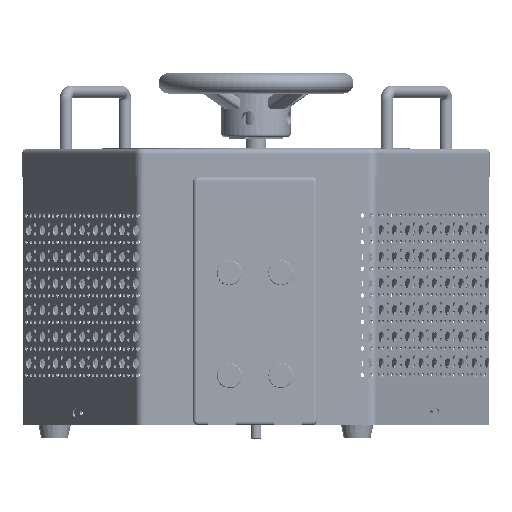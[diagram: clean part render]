
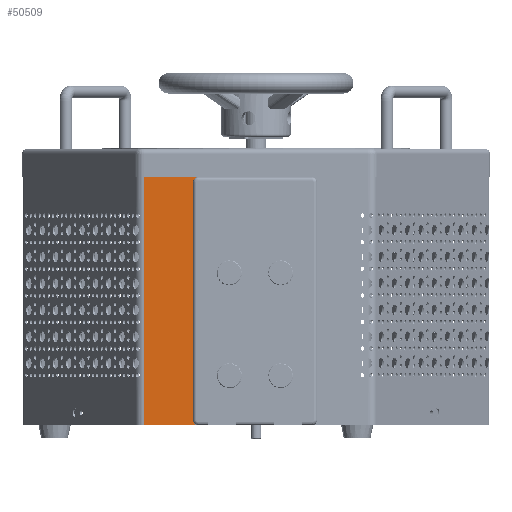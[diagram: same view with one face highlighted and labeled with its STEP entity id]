
A CAD part, front view. The second image highlights one B-rep face of the part: STEP entity #50509.
In plain terms, the highlighted face is planar.
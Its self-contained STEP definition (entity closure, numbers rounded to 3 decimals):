
#10030 = CARTESIAN_POINT ( 'NONE',  ( -114.7, 29.901, -140. ) ) ;
#10902 = ORIENTED_EDGE ( 'NONE', *, *, #262759, .T. ) ;
#15102 = EDGE_LOOP ( 'NONE', ( #141003, #111112, #41796, #10902 ) ) ;
#31153 = VERTEX_POINT ( 'NONE', #10030 ) ;
#32335 = LINE ( 'NONE', #113764, #133744 ) ;
#34265 = LINE ( 'NONE', #118331, #167444 ) ;
#41796 = ORIENTED_EDGE ( 'NONE', *, *, #55465, .T. ) ;
#50509 = ADVANCED_FACE ( 'NONE', ( #197960 ), #243285, .F. ) ;
#55465 = EDGE_CURVE ( 'NONE', #31153, #207494, #34265, .T. ) ;
#60345 = DIRECTION ( 'NONE',  ( 1., 0., 0. ) ) ;
#62659 = CARTESIAN_POINT ( 'NONE',  ( -114.7, 63.121, -140. ) ) ;
#65983 = CARTESIAN_POINT ( 'NONE',  ( -114.7, 29.901, -140. ) ) ;
#70302 = AXIS2_PLACEMENT_3D ( 'NONE', #121819, #60345, #141805 ) ;
#94996 = CARTESIAN_POINT ( 'NONE',  ( -114.7, 29.901, 0. ) ) ;
#111112 = ORIENTED_EDGE ( 'NONE', *, *, #205905, .F. ) ;
#112671 = CARTESIAN_POINT ( 'NONE',  ( -114.7, 63.121, -140. ) ) ;
#113764 = CARTESIAN_POINT ( 'NONE',  ( -114.7, 29.901, 0. ) ) ;
#117044 = DIRECTION ( 'NONE',  ( 0., 0., 1. ) ) ;
#118331 = CARTESIAN_POINT ( 'NONE',  ( -114.7, 29.901, -140. ) ) ;
#121819 = CARTESIAN_POINT ( 'NONE',  ( -114.7, 29.901, -140. ) ) ;
#133744 = VECTOR ( 'NONE', #195132, 1000. ) ;
#134025 = LINE ( 'NONE', #112671, #194830 ) ;
#141003 = ORIENTED_EDGE ( 'NONE', *, *, #212819, .F. ) ;
#141805 = DIRECTION ( 'NONE',  ( 0., 0., -1. ) ) ;
#155700 = CARTESIAN_POINT ( 'NONE',  ( -114.7, 63.121, 0. ) ) ;
#164168 = VERTEX_POINT ( 'NONE', #62659 ) ;
#166933 = VERTEX_POINT ( 'NONE', #155700 ) ;
#167444 = VECTOR ( 'NONE', #117044, 1000. ) ;
#194830 = VECTOR ( 'NONE', #219319, 1000. ) ;
#195132 = DIRECTION ( 'NONE',  ( 0., 1., 0. ) ) ;
#197960 = FACE_OUTER_BOUND ( 'NONE', #15102, .T. ) ;
#205905 = EDGE_CURVE ( 'NONE', #31153, #164168, #248914, .T. ) ;
#207494 = VERTEX_POINT ( 'NONE', #94996 ) ;
#212819 = EDGE_CURVE ( 'NONE', #164168, #166933, #134025, .T. ) ;
#219319 = DIRECTION ( 'NONE',  ( 0., 0., 1. ) ) ;
#230195 = DIRECTION ( 'NONE',  ( 0., 1., 0. ) ) ;
#239823 = VECTOR ( 'NONE', #230195, 1000. ) ;
#243285 = PLANE ( 'NONE',  #70302 ) ;
#248914 = LINE ( 'NONE', #65983, #239823 ) ;
#262759 = EDGE_CURVE ( 'NONE', #207494, #166933, #32335, .T. ) ;
